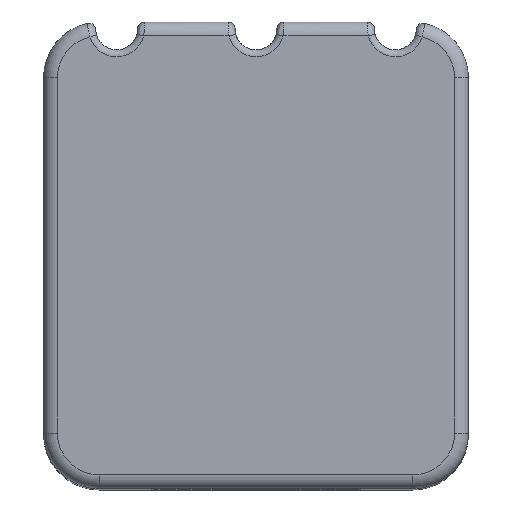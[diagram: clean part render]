
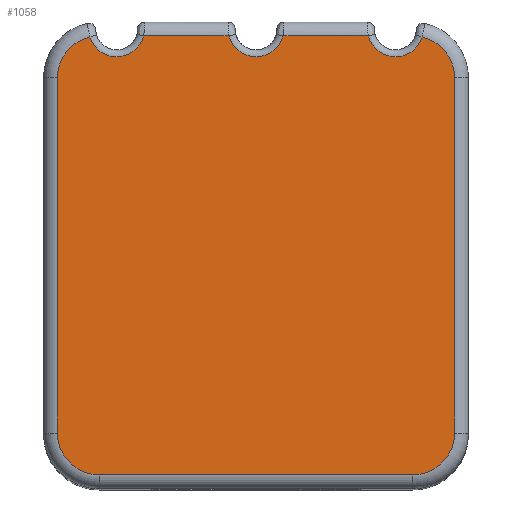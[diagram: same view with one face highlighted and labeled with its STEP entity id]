
A CAD part, top view. The second image highlights one B-rep face of the part: STEP entity #1058.
In plain terms, the highlighted planar face has unit normal (0, 0, 1).
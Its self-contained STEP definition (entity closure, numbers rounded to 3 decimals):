
#27=PLANE('',#1153);
#56=LINE('',#1834,#127);
#57=LINE('',#1882,#128);
#58=LINE('',#1886,#129);
#59=LINE('',#1890,#130);
#60=LINE('',#1896,#131);
#127=VECTOR('',#1312,10.);
#128=VECTOR('',#1317,10.);
#129=VECTOR('',#1320,10.);
#130=VECTOR('',#1323,10.);
#131=VECTOR('',#1328,10.);
#229=FACE_OUTER_BOUND('',#295,.T.);
#295=EDGE_LOOP('',(#753,#754,#755,#756,#757,#758,#759,#760,#761,#762,#763,
#764));
#366=CIRCLE('',#1149,4.);
#368=CIRCLE('',#1154,6.);
#369=CIRCLE('',#1155,6.);
#370=CIRCLE('',#1156,6.);
#371=CIRCLE('',#1157,6.);
#372=CIRCLE('',#1158,4.);
#373=CIRCLE('',#1159,4.);
#460=VERTEX_POINT('',#1706);
#461=VERTEX_POINT('',#1752);
#466=VERTEX_POINT('',#1833);
#467=VERTEX_POINT('',#1879);
#468=VERTEX_POINT('',#1881);
#469=VERTEX_POINT('',#1883);
#470=VERTEX_POINT('',#1885);
#471=VERTEX_POINT('',#1887);
#472=VERTEX_POINT('',#1889);
#473=VERTEX_POINT('',#1891);
#474=VERTEX_POINT('',#1893);
#475=VERTEX_POINT('',#1895);
#565=EDGE_CURVE('',#461,#460,#366,.T.);
#572=EDGE_CURVE('',#460,#466,#56,.T.);
#574=EDGE_CURVE('',#467,#461,#368,.T.);
#575=EDGE_CURVE('',#468,#467,#57,.T.);
#576=EDGE_CURVE('',#469,#468,#369,.T.);
#577=EDGE_CURVE('',#470,#469,#58,.T.);
#578=EDGE_CURVE('',#471,#470,#370,.T.);
#579=EDGE_CURVE('',#472,#471,#59,.T.);
#580=EDGE_CURVE('',#473,#472,#371,.T.);
#581=EDGE_CURVE('',#474,#473,#372,.T.);
#582=EDGE_CURVE('',#475,#474,#60,.T.);
#583=EDGE_CURVE('',#466,#475,#373,.T.);
#753=ORIENTED_EDGE('',*,*,#565,.F.);
#754=ORIENTED_EDGE('',*,*,#574,.F.);
#755=ORIENTED_EDGE('',*,*,#575,.F.);
#756=ORIENTED_EDGE('',*,*,#576,.F.);
#757=ORIENTED_EDGE('',*,*,#577,.F.);
#758=ORIENTED_EDGE('',*,*,#578,.F.);
#759=ORIENTED_EDGE('',*,*,#579,.F.);
#760=ORIENTED_EDGE('',*,*,#580,.F.);
#761=ORIENTED_EDGE('',*,*,#581,.F.);
#762=ORIENTED_EDGE('',*,*,#582,.F.);
#763=ORIENTED_EDGE('',*,*,#583,.F.);
#764=ORIENTED_EDGE('',*,*,#572,.F.);
#1058=ADVANCED_FACE('',(#229),#27,.T.);
#1149=AXIS2_PLACEMENT_3D('',#1754,#1300,#1301);
#1153=AXIS2_PLACEMENT_3D('',#1878,#1313,#1314);
#1154=AXIS2_PLACEMENT_3D('',#1880,#1315,#1316);
#1155=AXIS2_PLACEMENT_3D('',#1884,#1318,#1319);
#1156=AXIS2_PLACEMENT_3D('',#1888,#1321,#1322);
#1157=AXIS2_PLACEMENT_3D('',#1892,#1324,#1325);
#1158=AXIS2_PLACEMENT_3D('',#1894,#1326,#1327);
#1159=AXIS2_PLACEMENT_3D('',#1897,#1329,#1330);
#1300=DIRECTION('center_axis',(0.,0.,1.));
#1301=DIRECTION('ref_axis',(0.002,-1.,0.));
#1312=DIRECTION('',(1.,0.,0.));
#1313=DIRECTION('center_axis',(0.,0.,1.));
#1314=DIRECTION('ref_axis',(1.,0.,0.));
#1315=DIRECTION('center_axis',(0.,0.,-1.));
#1316=DIRECTION('ref_axis',(-0.707,0.707,0.));
#1317=DIRECTION('',(0.,1.,0.));
#1318=DIRECTION('center_axis',(0.,0.,-1.));
#1319=DIRECTION('ref_axis',(-0.707,-0.707,0.));
#1320=DIRECTION('',(-1.,0.,0.));
#1321=DIRECTION('center_axis',(0.,0.,-1.));
#1322=DIRECTION('ref_axis',(0.707,-0.707,0.));
#1323=DIRECTION('',(0.,-1.,0.));
#1324=DIRECTION('center_axis',(0.,0.,-1.));
#1325=DIRECTION('ref_axis',(0.707,0.707,0.));
#1326=DIRECTION('center_axis',(0.,0.,1.));
#1327=DIRECTION('ref_axis',(-0.002,-1.,0.));
#1328=DIRECTION('',(1.,0.,0.));
#1329=DIRECTION('center_axis',(0.,0.,1.));
#1330=DIRECTION('ref_axis',(0.,-1.,0.));
#1706=CARTESIAN_POINT('',(-16.127,31.5,103.));
#1752=CARTESIAN_POINT('',(-23.831,31.35,103.));
#1754=CARTESIAN_POINT('Origin',(-20.,32.5,103.));
#1833=CARTESIAN_POINT('',(-3.873,31.5,103.));
#1834=CARTESIAN_POINT('',(11.25,31.5,103.));
#1878=CARTESIAN_POINT('Origin',(0.,0.,
103.));
#1879=CARTESIAN_POINT('',(-28.5,25.5,103.));
#1880=CARTESIAN_POINT('Origin',(-22.5,25.5,103.));
#1881=CARTESIAN_POINT('',(-28.5,-25.5,103.));
#1882=CARTESIAN_POINT('',(-28.5,12.75,103.));
#1883=CARTESIAN_POINT('',(-22.5,-31.5,103.));
#1884=CARTESIAN_POINT('Origin',(-22.5,-25.5,103.));
#1885=CARTESIAN_POINT('',(22.5,-31.5,103.));
#1886=CARTESIAN_POINT('',(-11.25,-31.5,103.));
#1887=CARTESIAN_POINT('',(28.5,-25.5,103.));
#1888=CARTESIAN_POINT('Origin',(22.5,-25.5,103.));
#1889=CARTESIAN_POINT('',(28.5,25.5,103.));
#1890=CARTESIAN_POINT('',(28.5,-12.75,103.));
#1891=CARTESIAN_POINT('',(23.831,31.35,103.));
#1892=CARTESIAN_POINT('Origin',(22.5,25.5,103.));
#1893=CARTESIAN_POINT('',(16.127,31.5,103.));
#1894=CARTESIAN_POINT('Origin',(20.,32.5,103.));
#1895=CARTESIAN_POINT('',(3.873,31.5,103.));
#1896=CARTESIAN_POINT('',(11.25,31.5,103.));
#1897=CARTESIAN_POINT('Origin',(0.,32.5,103.));
